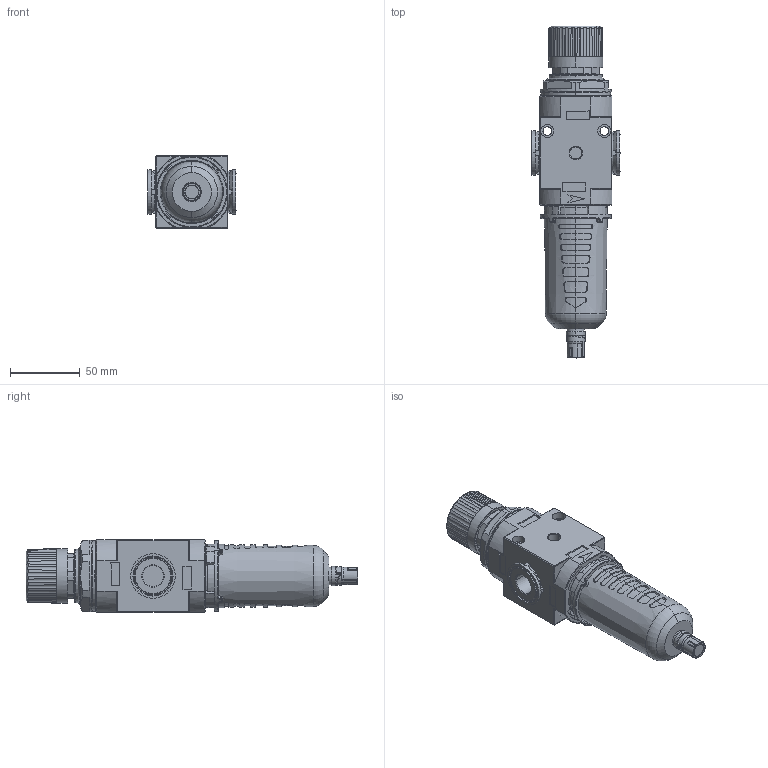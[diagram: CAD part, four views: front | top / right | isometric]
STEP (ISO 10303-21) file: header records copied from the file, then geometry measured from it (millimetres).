
FILE_DESCRIPTION(('STEP AP214'),'1');
FILE_NAME('050 FR PE SS.stp','2020-03-18T10:37:33',(' '),(' '),'Spatial InterOp 3D',' ',' ');
FILE_SCHEMA(('AUTOMOTIVE_DESIGN { 1 0 10303 214 1 1 1 1 }'));
Length unit declared in the file: metre
Products named in the file (1): Volume
Bounding box: 63.3 x 238.7 x 52.1 mm (x, y, z)
Volume: 404112.7 mm3; surface area: 51170.4 mm2
Topology: 1 solids, 1 shells, 1298 faces, 3365 edges, 2108 vertices
Faces by surface type: plane 527, cylinder 310, cone 197, bspline 152, torus 80, sphere 24, extrusion 8
Entity records: 45272 total; most frequent: CARTESIAN_POINT 14003, ORIENTED_EDGE 6710, DIRECTION 6381, EDGE_CURVE 3355, AXIS2_PLACEMENT_3D 2354, VERTEX_POINT 2108, VECTOR 1673, LINE 1665
